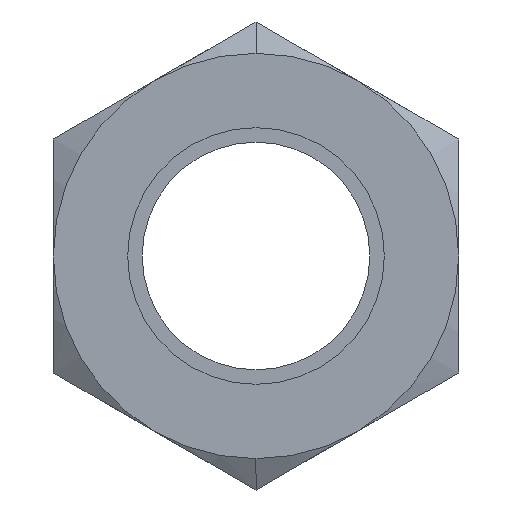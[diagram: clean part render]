
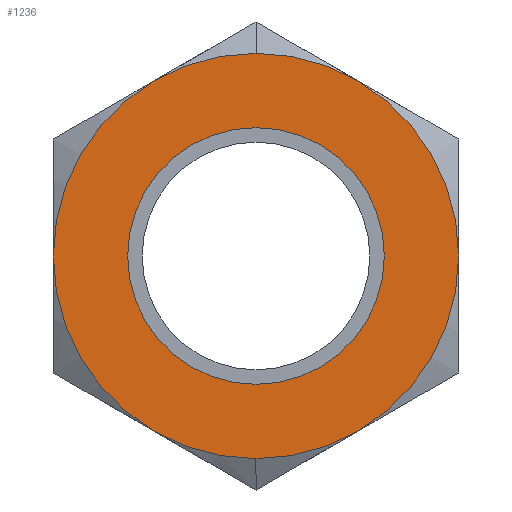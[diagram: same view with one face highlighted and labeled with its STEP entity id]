
A CAD part, left-side view. The second image highlights one B-rep face of the part: STEP entity #1236.
In plain terms, the highlighted planar face has unit normal (-1, 0, 0).
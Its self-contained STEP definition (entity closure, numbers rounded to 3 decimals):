
#176 = ORIENTED_EDGE ( 'NONE', *, *, #6160, .T. ) ;
#456 = VERTEX_POINT ( 'NONE', #7167 ) ;
#665 = DIRECTION ( 'NONE',  ( 0., 0., 1. ) ) ;
#849 = CIRCLE ( 'NONE', #8118, 30. ) ;
#1236 = ADVANCED_FACE ( 'NONE', ( #8374, #5271 ), #6748, .T. ) ;
#1276 = DIRECTION ( 'NONE',  ( 1., 0., 0. ) ) ;
#1559 = EDGE_CURVE ( 'NONE', #7758, #5807, #7080, .T. ) ;
#2235 = CARTESIAN_POINT ( 'NONE',  ( 0., 0., 0. ) ) ;
#2359 = DIRECTION ( 'NONE',  ( 0., 0., 1. ) ) ;
#2840 = AXIS2_PLACEMENT_3D ( 'NONE', #9702, #4416, #665 ) ;
#2898 = EDGE_CURVE ( 'NONE', #456, #7162, #5763, .T. ) ;
#2906 = EDGE_LOOP ( 'NONE', ( #5707, #3629 ) ) ;
#3041 = DIRECTION ( 'NONE',  ( 1., 0., 0. ) ) ;
#3195 = CARTESIAN_POINT ( 'NONE',  ( 0., 0., -30. ) ) ;
#3231 = DIRECTION ( 'NONE',  ( 0., 0., 1. ) ) ;
#3329 = ORIENTED_EDGE ( 'NONE', *, *, #2898, .T. ) ;
#3343 = CARTESIAN_POINT ( 'NONE',  ( 0., 0., 30. ) ) ;
#3629 = ORIENTED_EDGE ( 'NONE', *, *, #5590, .F. ) ;
#3873 = AXIS2_PLACEMENT_3D ( 'NONE', #2235, #7469, #5140 ) ;
#4416 = DIRECTION ( 'NONE',  ( 1., 0., 0. ) ) ;
#4483 = EDGE_LOOP ( 'NONE', ( #3329, #176 ) ) ;
#4694 = AXIS2_PLACEMENT_3D ( 'NONE', #5315, #7498, #2359 ) ;
#5140 = DIRECTION ( 'NONE',  ( 0., 0., -1. ) ) ;
#5223 = DIRECTION ( 'NONE',  ( 0., 0., -1. ) ) ;
#5271 = FACE_OUTER_BOUND ( 'NONE', #2906, .T. ) ;
#5315 = CARTESIAN_POINT ( 'NONE',  ( 0., 0., 15. ) ) ;
#5590 = EDGE_CURVE ( 'NONE', #5807, #7758, #849, .T. ) ;
#5707 = ORIENTED_EDGE ( 'NONE', *, *, #1559, .F. ) ;
#5763 = CIRCLE ( 'NONE', #3873, 19. ) ;
#5807 = VERTEX_POINT ( 'NONE', #3195 ) ;
#6012 = CARTESIAN_POINT ( 'NONE',  ( 0., 0., 0. ) ) ;
#6160 = EDGE_CURVE ( 'NONE', #7162, #456, #8254, .T. ) ;
#6510 = AXIS2_PLACEMENT_3D ( 'NONE', #8274, #3041, #3231 ) ;
#6748 = PLANE ( 'NONE',  #4694 ) ;
#7080 = CIRCLE ( 'NONE', #2840, 30. ) ;
#7162 = VERTEX_POINT ( 'NONE', #8403 ) ;
#7167 = CARTESIAN_POINT ( 'NONE',  ( 0., 0., -19. ) ) ;
#7469 = DIRECTION ( 'NONE',  ( 1., 0., 0. ) ) ;
#7498 = DIRECTION ( 'NONE',  ( -1., 0., 0. ) ) ;
#7758 = VERTEX_POINT ( 'NONE', #3343 ) ;
#8118 = AXIS2_PLACEMENT_3D ( 'NONE', #6012, #1276, #5223 ) ;
#8254 = CIRCLE ( 'NONE', #6510, 19. ) ;
#8274 = CARTESIAN_POINT ( 'NONE',  ( 0., 0., 0. ) ) ;
#8374 = FACE_BOUND ( 'NONE', #4483, .T. ) ;
#8403 = CARTESIAN_POINT ( 'NONE',  ( 0., 0., 19. ) ) ;
#9702 = CARTESIAN_POINT ( 'NONE',  ( 0., 0., 0. ) ) ;
